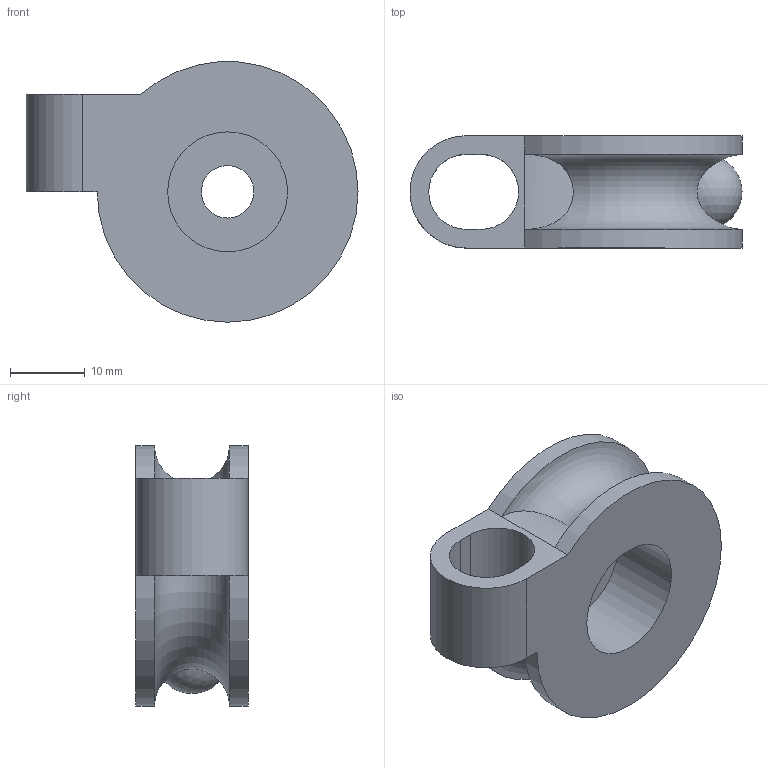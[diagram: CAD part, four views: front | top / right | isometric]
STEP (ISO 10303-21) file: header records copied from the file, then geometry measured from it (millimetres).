
FILE_DESCRIPTION(('FreeCAD Model'),'2;1');
FILE_NAME('Open CASCADE Shape Model','2025-11-23T12:07:05',(''),(''), 'Open CASCADE STEP processor 7.6','FreeCAD','Unknown');
FILE_SCHEMA(('AUTOMOTIVE_DESIGN { 1 0 10303 214 1 1 1 1 }'));
Length unit declared in the file: millimetre
Products named in the file (1): Roll
Bounding box: 44.3 x 15 x 34.76 mm (x, y, z)
Volume: 10191.2 mm3; surface area: 5253 mm2
Topology: 1 solids, 1 shells, 20 faces, 48 edges, 30 vertices
Faces by surface type: cylinder 8, plane 7, torus 3, sphere 2
Full cylindrical faces by diameter (mm): 7 x1, 16 x1
Entity records: 2103 total; most frequent: CARTESIAN_POINT 1092, DIRECTION 195, LINE 98, VECTOR 98, ORIENTED_EDGE 96, PCURVE 96, DEFINITIONAL_REPRESENTATION 96, EDGE_CURVE 48
